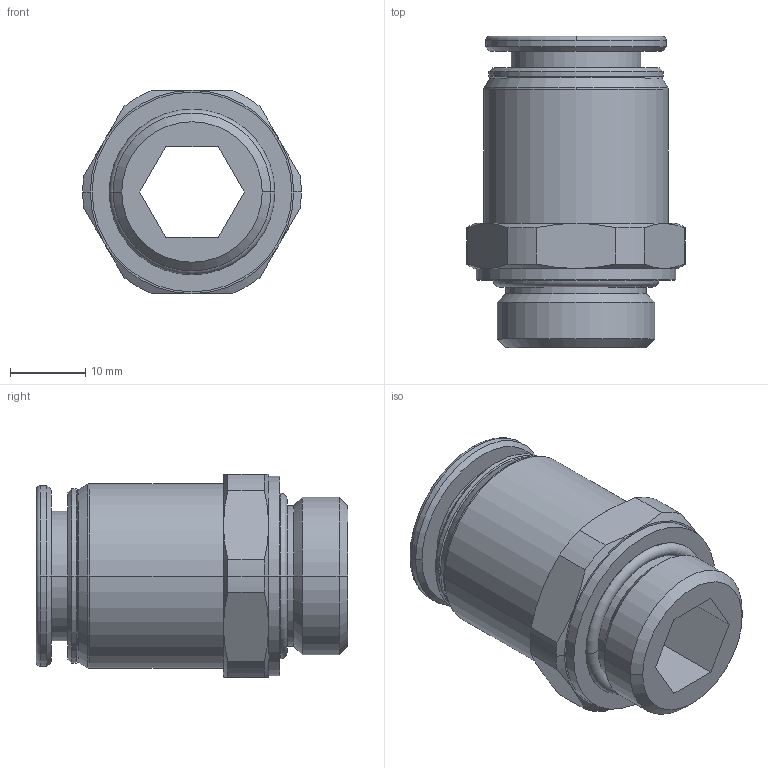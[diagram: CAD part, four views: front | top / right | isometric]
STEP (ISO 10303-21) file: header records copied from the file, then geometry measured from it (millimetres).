
FILE_DESCRIPTION(('STEP AP214'),'1');
FILE_NAME('3101_16_21.stp','2016-07-07T15:00:16',('TraceParts'),('TraceParts S.A.'),'Spatial InterOp 3D',' ',' ');
FILE_SCHEMA(('automotive_design'));
Length unit declared in the file: millimetre
Products named in the file (1): 1
Bounding box: 29 x 41.35 x 27 mm (x, y, z)
Volume: 11116.6 mm3; surface area: 6433.4 mm2
Topology: 1 solids, 1 shells, 82 faces, 192 edges, 118 vertices
Faces by surface type: cone 28, cylinder 24, plane 20, torus 10
Entity records: 2403 total; most frequent: CARTESIAN_POINT 489, DIRECTION 438, ORIENTED_EDGE 384, EDGE_CURVE 192, AXIS2_PLACEMENT_3D 187, VERTEX_POINT 118, CIRCLE 104, EDGE_LOOP 90
